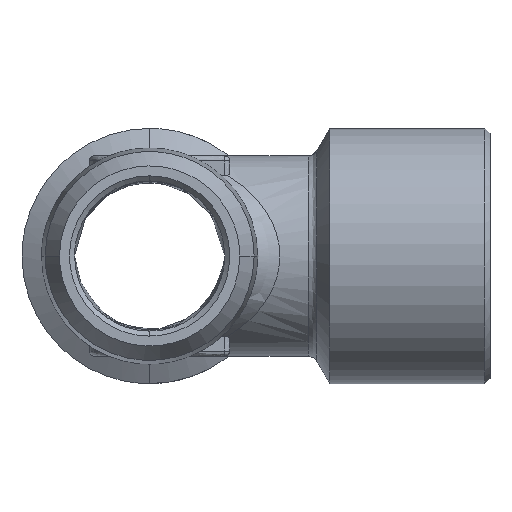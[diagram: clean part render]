
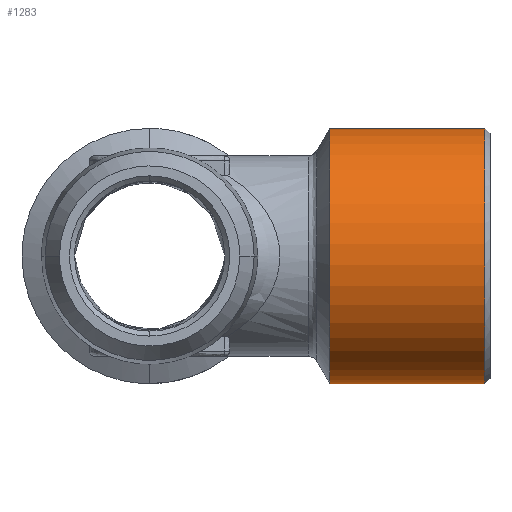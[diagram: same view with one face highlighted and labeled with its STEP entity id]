
A CAD part, left-side view. The second image highlights one B-rep face of the part: STEP entity #1283.
In plain terms, the highlighted free-form (B-spline) face has degree [1, 3] with [2, 4] control points.
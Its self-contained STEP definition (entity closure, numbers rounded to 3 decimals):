
#25 = CARTESIAN_POINT ( 'NONE',  ( 0., 2.3, 12.75 ) ) ;
#100 = VERTEX_POINT ( 'NONE', #4064 ) ;
#194 = ORIENTED_EDGE ( 'NONE', *, *, #901, .F. ) ;
#313 = CARTESIAN_POINT ( 'NONE',  ( 0., 2.3, 12.75 ) ) ;
#539 = CARTESIAN_POINT ( 'NONE',  ( 0., 2.3, 12.75 ) ) ;
#629 = VERTEX_POINT ( 'NONE', #313 ) ;
#719 =( BOUNDED_CURVE ( )  B_SPLINE_CURVE ( 3, ( #539, #4137, #2977, #855 ),
 .UNSPECIFIED., .F., .F. ) 
 B_SPLINE_CURVE_WITH_KNOTS ( ( 4, 4 ),
 ( -3.142, 0. ),
 .UNSPECIFIED. ) 
 CURVE ( )  GEOMETRIC_REPRESENTATION_ITEM ( )  RATIONAL_B_SPLINE_CURVE ( ( 1., 0.333, 0.333, 1. ) ) 
 REPRESENTATION_ITEM ( '' )  );
#855 = CARTESIAN_POINT ( 'NONE',  ( 0., 2.3, -12.75 ) ) ;
#890 = CARTESIAN_POINT ( 'NONE',  ( 0., 17.789, 12.75 ) ) ;
#901 = EDGE_CURVE ( 'NONE', #629, #1702, #719, .T. ) ;
#1041 = CARTESIAN_POINT ( 'NONE',  ( 0., 2.3, -12.75 ) ) ;
#1098 = CARTESIAN_POINT ( 'NONE',  ( -25.5, 2.3, -12.75 ) ) ;
#1110 = FACE_OUTER_BOUND ( 'NONE', #4596, .T. ) ;
#1126 = CARTESIAN_POINT ( 'NONE',  ( 0., 17.789, -12.75 ) ) ;
#1283 = ADVANCED_FACE ( 'NONE', ( #1110 ), #3378, .F. ) ;
#1303 = B_SPLINE_CURVE_WITH_KNOTS ( 'NONE', 1,
 ( #3017, #890 ),
 .UNSPECIFIED., .F., .F.,
 ( 2, 2 ),
 ( -1., 0. ),
 .UNSPECIFIED. ) ;
#1341 = CARTESIAN_POINT ( 'NONE',  ( -25.5, 17.789, -12.75 ) ) ;
#1416 = CARTESIAN_POINT ( 'NONE',  ( -25.5, 2.3, 12.75 ) ) ;
#1702 = VERTEX_POINT ( 'NONE', #2310 ) ;
#1728 = CARTESIAN_POINT ( 'NONE',  ( 0., 17.789, 12.75 ) ) ;
#1765 = EDGE_CURVE ( 'NONE', #629, #4285, #1303, .T. ) ;
#1790 = EDGE_CURVE ( 'NONE', #4285, #100, #3473, .T. ) ;
#1915 = EDGE_CURVE ( 'NONE', #100, #1702, #2678, .T. ) ;
#2146 = ORIENTED_EDGE ( 'NONE', *, *, #1915, .T. ) ;
#2310 = CARTESIAN_POINT ( 'NONE',  ( 0., 2.3, -12.75 ) ) ;
#2462 = CARTESIAN_POINT ( 'NONE',  ( -25.5, 17.789, -12.75 ) ) ;
#2656 = CARTESIAN_POINT ( 'NONE',  ( 0., 17.789, 12.75 ) ) ;
#2678 = B_SPLINE_CURVE_WITH_KNOTS ( 'NONE', 1,
 ( #4268, #1041 ),
 .UNSPECIFIED., .F., .F.,
 ( 2, 2 ),
 ( -1., 0. ),
 .UNSPECIFIED. ) ;
#2787 = ORIENTED_EDGE ( 'NONE', *, *, #1765, .T. ) ;
#2795 = CARTESIAN_POINT ( 'NONE',  ( -25.5, 17.789, 12.75 ) ) ;
#2977 = CARTESIAN_POINT ( 'NONE',  ( -25.5, 2.3, -12.75 ) ) ;
#3017 = CARTESIAN_POINT ( 'NONE',  ( 0., 2.3, 12.75 ) ) ;
#3147 = CARTESIAN_POINT ( 'NONE',  ( 0., 17.789, -12.75 ) ) ;
#3378 =( BOUNDED_SURFACE ( )  B_SPLINE_SURFACE ( 1, 3, ( 
 ( #1728, #4627, #2462, #1126 ),
 ( #25, #1416, #1098, #3602 ) ),
 .UNSPECIFIED., .F., .F., .F. ) 
 B_SPLINE_SURFACE_WITH_KNOTS ( ( 2, 2 ),
 ( 4, 4 ),
 ( 0., 1. ),
 ( 0., 1. ),
 .UNSPECIFIED. ) 
 GEOMETRIC_REPRESENTATION_ITEM ( )  RATIONAL_B_SPLINE_SURFACE ( (
 ( 1., 0.333, 0.333, 1.),
 ( 1., 0.333, 0.333, 1.) ) ) 
 REPRESENTATION_ITEM ( '' )  SURFACE ( )  );
#3473 =( BOUNDED_CURVE ( )  B_SPLINE_CURVE ( 3, ( #3846, #2795, #1341, #3147 ),
 .UNSPECIFIED., .F., .T. ) 
 B_SPLINE_CURVE_WITH_KNOTS ( ( 4, 4 ),
 ( -3.142, 0. ),
 .UNSPECIFIED. ) 
 CURVE ( )  GEOMETRIC_REPRESENTATION_ITEM ( )  RATIONAL_B_SPLINE_CURVE ( ( 1., 0.333, 0.333, 1. ) ) 
 REPRESENTATION_ITEM ( '' )  );
#3602 = CARTESIAN_POINT ( 'NONE',  ( 0., 2.3, -12.75 ) ) ;
#3846 = CARTESIAN_POINT ( 'NONE',  ( 0., 17.789, 12.75 ) ) ;
#4064 = CARTESIAN_POINT ( 'NONE',  ( 0., 17.789, -12.75 ) ) ;
#4137 = CARTESIAN_POINT ( 'NONE',  ( -25.5, 2.3, 12.75 ) ) ;
#4265 = ORIENTED_EDGE ( 'NONE', *, *, #1790, .T. ) ;
#4268 = CARTESIAN_POINT ( 'NONE',  ( 0., 17.789, -12.75 ) ) ;
#4285 = VERTEX_POINT ( 'NONE', #2656 ) ;
#4596 = EDGE_LOOP ( 'NONE', ( #4265, #2146, #194, #2787 ) ) ;
#4627 = CARTESIAN_POINT ( 'NONE',  ( -25.5, 17.789, 12.75 ) ) ;
